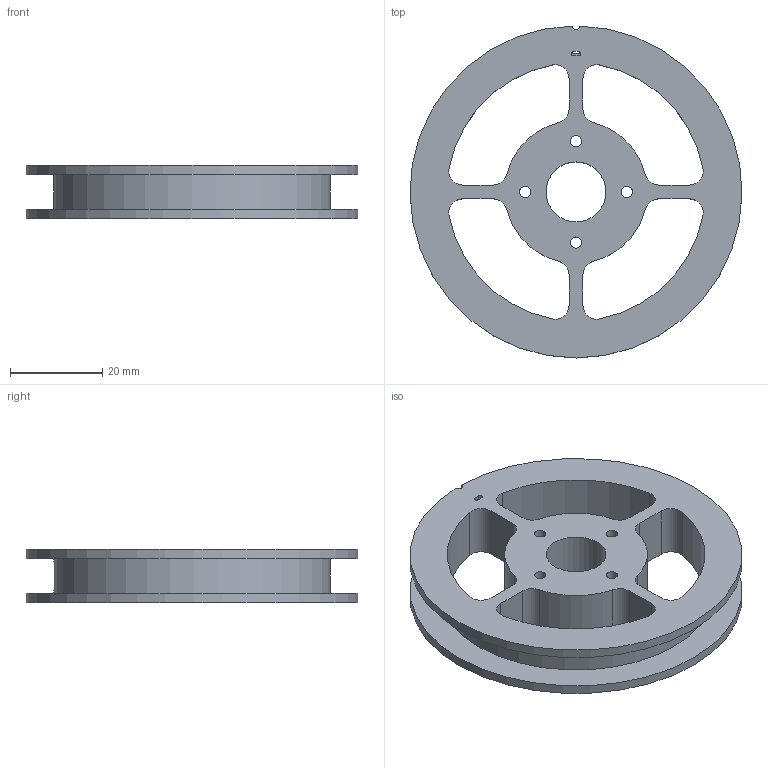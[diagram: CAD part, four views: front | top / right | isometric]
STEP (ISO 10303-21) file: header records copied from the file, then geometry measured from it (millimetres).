
FILE_DESCRIPTION(/* description */ (''),/* implementation_level */ '2;1');
FILE_NAME(/* name */ 'CO-MEC-GSE-0044-01 (A).stp',/* time_stamp */ '2022-11-18T10:58:42+01:00',/* author */ ('exolab-5mv6l'),/* organization */ (''),/* preprocessor_version */ 'ST-DEVELOPER v18.1',/* originating_system */ 'Autodesk Inventor 2022',/* authorisation */ '');
FILE_SCHEMA (('AUTOMOTIVE_DESIGN { 1 0 10303 214 3 1 1 }'));
Length unit declared in the file: millimetre
Products named in the file (1): CO-MEC-GSE-0044-01 (Coils body)
Bounding box: 72 x 71.99 x 11.5 mm (x, y, z)
Volume: 18169.3 mm3; surface area: 14220.7 mm2
Topology: 1 solids, 1 shells, 56 faces, 162 edges, 108 vertices
Faces by surface type: cylinder 38, plane 18
Full cylindrical faces by diameter (mm): 2.459 x4, 13 x1, 60 x1
Entity records: 1977 total; most frequent: DIRECTION 360, CARTESIAN_POINT 327, ORIENTED_EDGE 324, EDGE_CURVE 162, AXIS2_PLACEMENT_3D 141, VERTEX_POINT 108, CIRCLE 84, EDGE_LOOP 78
